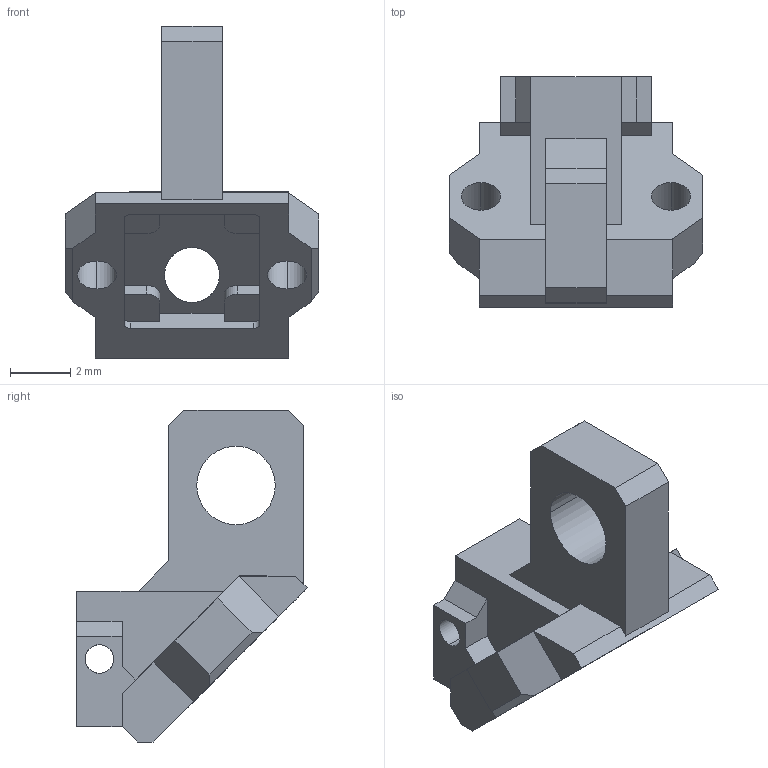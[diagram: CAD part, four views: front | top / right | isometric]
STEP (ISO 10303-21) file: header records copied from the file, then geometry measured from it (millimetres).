
FILE_DESCRIPTION (( 'STEP AP203' ), '1' );
FILE_NAME ('ScopeBody P3_V2 .STEP', '2023-02-27T15:26:35', ( '' ), ( '' ), 'SwSTEP 2.0', 'SolidWorks 2021', '' );
FILE_SCHEMA (( 'CONFIG_CONTROL_DESIGN' ));
Length unit declared in the file: millimetre
Products named in the file (1): ScopeBody P3_V2 
Bounding box: 8.4 x 7.63 x 11 mm (x, y, z)
Volume: 144.7 mm3; surface area: 330.1 mm2
Topology: 1 solids, 1 shells, 89 faces, 249 edges, 164 vertices
Faces by surface type: plane 63, cylinder 22, cone 4
Entity records: 2966 total; most frequent: CARTESIAN_POINT 545, ORIENTED_EDGE 498, DIRECTION 465, EDGE_CURVE 249, LINE 201, VECTOR 201, VERTEX_POINT 164, AXIS2_PLACEMENT_3D 132
